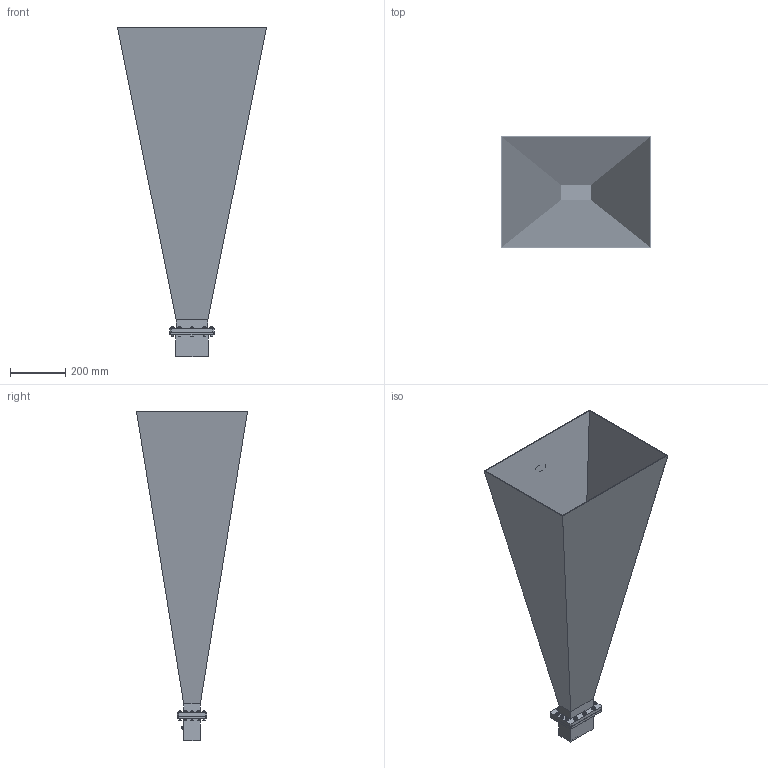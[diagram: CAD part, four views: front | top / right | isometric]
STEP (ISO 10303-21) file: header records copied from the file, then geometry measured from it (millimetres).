
FILE_DESCRIPTION (( 'STEP AP214' ), '1' );
FILE_NAME ('PEWAN430-20SF_3D.STEP', '2021-11-03T18:59:20', ( '' ), ( '' ), 'SwSTEP 2.0', 'SolidWorks 2021', '' );
FILE_SCHEMA (( 'AUTOMOTIVE_DESIGN' ));
Length unit declared in the file: inch
Products named in the file (11): PEWAN430-20SF_3D; 1-4-LW; PEWAN430-20; 1-4-20SH-HXx1.25_92196A544; 1-4-20HN_94846A029; Copy of 042-SMA^Copy of PE9835_CON_PE9835; Copy of PE9835_Body^PE9835; Copy of 06142-con screw^Copy of PE9835_CON_PE9835; Copy of PE9835_CON^PE9835; PE9835; Copy of 112-N-PANEL^Copy of PE9835_CON_PE9835
Assembly tree (46 placements, depth 4):
  PEWAN430-20SF_3D
    PEWAN430-20
    1-4-20SH-HXx1.25_92196A544  x12
    1-4-LW  x12
    1-4-20HN_94846A029  x12
    PE9835
      Copy of PE9835_Body^PE9835
      Copy of PE9835_CON^PE9835
        Copy of 06142-con screw^Copy of PE9835_CON_PE9835  x4
        Copy of 042-SMA^Copy of PE9835_CON_PE9835
        Copy of 112-N-PANEL^Copy of PE9835_CON_PE9835
Bounding box: 540.21 x 402.33 x 1193.9 mm (x, y, z)
Volume: 3963472.9 mm3; surface area: 2564937.7 mm2
Topology: 44 solids, 44 shells, 3011 faces, 6881 edges, 3992 vertices
Faces by surface type: plane 1822, cone 1001, cylinder 122, bspline 66
Full cylindrical faces by diameter (mm): 0.95 x1, 2.7 x4, 4 x1, 4.1 x1, 4.3 x4, 4.6 x1, 5.35 x2, 6.35 x8, 6.76 x10, 6.782 x10
Entity records: 15916 total; most frequent: CARTESIAN_POINT 6079, ORIENTED_EDGE 1624, DIRECTION 1552, EDGE_CURVE 812, AXIS2_PLACEMENT_3D 615, VERTEX_POINT 522, EDGE_LOOP 500, FACE_OUTER_BOUND 414
